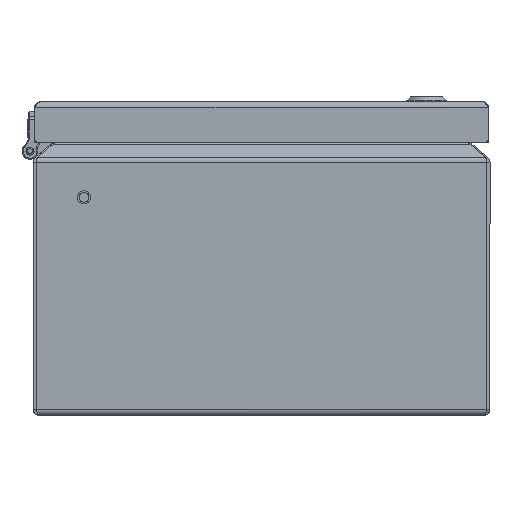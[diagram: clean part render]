
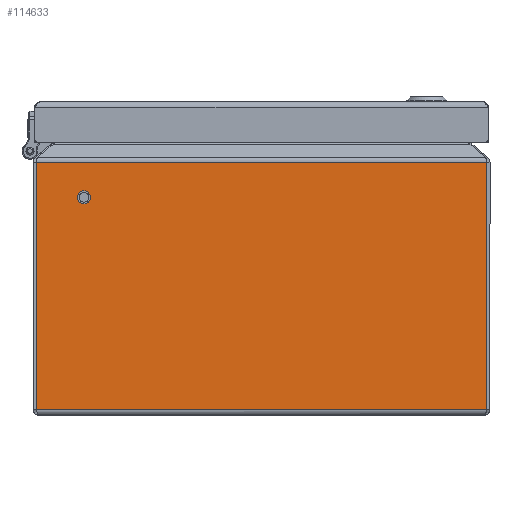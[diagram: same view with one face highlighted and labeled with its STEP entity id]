
A CAD part, front view. The second image highlights one B-rep face of the part: STEP entity #114633.
In plain terms, the highlighted planar face has unit normal (0, 1, 0).
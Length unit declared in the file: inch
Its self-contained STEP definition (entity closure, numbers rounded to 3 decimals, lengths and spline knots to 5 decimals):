
#334 = ORIENTED_EDGE ( 'NONE', *, *, #97474, .F. ) ;
#3432 = EDGE_CURVE ( 'NONE', #98979, #94372, #43867, .T. ) ;
#5145 = LINE ( 'NONE', #35759, #43727 ) ;
#6041 = CARTESIAN_POINT ( 'NONE',  ( -4.5, -6., 0. ) ) ;
#7406 = EDGE_CURVE ( 'NONE', #88080, #94372, #115164, .T. ) ;
#11473 = CARTESIAN_POINT ( 'NONE',  ( -4.44, -6., 4.99304 ) ) ;
#15451 = ORIENTED_EDGE ( 'NONE', *, *, #7406, .T. ) ;
#17764 = ORIENTED_EDGE ( 'NONE', *, *, #97702, .F. ) ;
#20542 = CARTESIAN_POINT ( 'NONE',  ( -4.5, -6., 4.99304 ) ) ;
#23590 = DIRECTION ( 'NONE',  ( 0., 0., -1. ) ) ;
#24833 = FACE_BOUND ( 'NONE', #25961, .T. ) ;
#25961 = EDGE_LOOP ( 'NONE', ( #334 ) ) ;
#27141 = CARTESIAN_POINT ( 'NONE',  ( -3.5, -6., 4.2025 ) ) ;
#33005 = FACE_OUTER_BOUND ( 'NONE', #121082, .T. ) ;
#35759 = CARTESIAN_POINT ( 'NONE',  ( 4.44, -6., 0. ) ) ;
#37503 = CARTESIAN_POINT ( 'NONE',  ( -3.5, -6., 4.299 ) ) ;
#42554 = ORIENTED_EDGE ( 'NONE', *, *, #3432, .F. ) ;
#43727 = VECTOR ( 'NONE', #73987, 39.37008 ) ;
#43867 = LINE ( 'NONE', #91508, #120089 ) ;
#48319 = CARTESIAN_POINT ( 'NONE',  ( -4.44, -6., 0.12 ) ) ;
#49061 = CIRCLE ( 'NONE', #93087, 0.0965 ) ;
#54013 = VERTEX_POINT ( 'NONE', #80468 ) ;
#54720 = VERTEX_POINT ( 'NONE', #27141 ) ;
#58795 = CARTESIAN_POINT ( 'NONE',  ( 4.44, -6., 0.12 ) ) ;
#61556 = EDGE_CURVE ( 'NONE', #88080, #54013, #5145, .T. ) ;
#66275 = CARTESIAN_POINT ( 'NONE',  ( -4.5, -6., 0.12 ) ) ;
#66949 = DIRECTION ( 'NONE',  ( -1., 0., 0. ) ) ;
#71229 = PLANE ( 'NONE',  #82153 ) ;
#73987 = DIRECTION ( 'NONE',  ( 0., 0., 1. ) ) ;
#75111 = DIRECTION ( 'NONE',  ( 0., 0., -1. ) ) ;
#75727 = DIRECTION ( 'NONE',  ( 0., 1., 0. ) ) ;
#77064 = VECTOR ( 'NONE', #66949, 39.37008 ) ;
#80468 = CARTESIAN_POINT ( 'NONE',  ( 4.44, -6., 4.99304 ) ) ;
#82153 = AXIS2_PLACEMENT_3D ( 'NONE', #6041, #109488, #23590 ) ;
#87203 = ORIENTED_EDGE ( 'NONE', *, *, #61556, .F. ) ;
#88080 = VERTEX_POINT ( 'NONE', #58795 ) ;
#91508 = CARTESIAN_POINT ( 'NONE',  ( -4.44, -6., 0. ) ) ;
#93087 = AXIS2_PLACEMENT_3D ( 'NONE', #37503, #75727, #75111 ) ;
#94372 = VERTEX_POINT ( 'NONE', #48319 ) ;
#95710 = DIRECTION ( 'NONE',  ( -1., 0., 0. ) ) ;
#97474 = EDGE_CURVE ( 'NONE', #54720, #54720, #49061, .T. ) ;
#97645 = LINE ( 'NONE', #20542, #77064 ) ;
#97702 = EDGE_CURVE ( 'NONE', #54013, #98979, #97645, .T. ) ;
#98979 = VERTEX_POINT ( 'NONE', #11473 ) ;
#100400 = VECTOR ( 'NONE', #95710, 39.37008 ) ;
#109488 = DIRECTION ( 'NONE',  ( 0., -1., 0. ) ) ;
#114633 = ADVANCED_FACE ( 'NONE', ( #24833, #33005 ), #71229, .F. ) ;
#115164 = LINE ( 'NONE', #66275, #100400 ) ;
#119737 = DIRECTION ( 'NONE',  ( 0., 0., -1. ) ) ;
#120089 = VECTOR ( 'NONE', #119737, 39.37008 ) ;
#121082 = EDGE_LOOP ( 'NONE', ( #87203, #15451, #42554, #17764 ) ) ;
